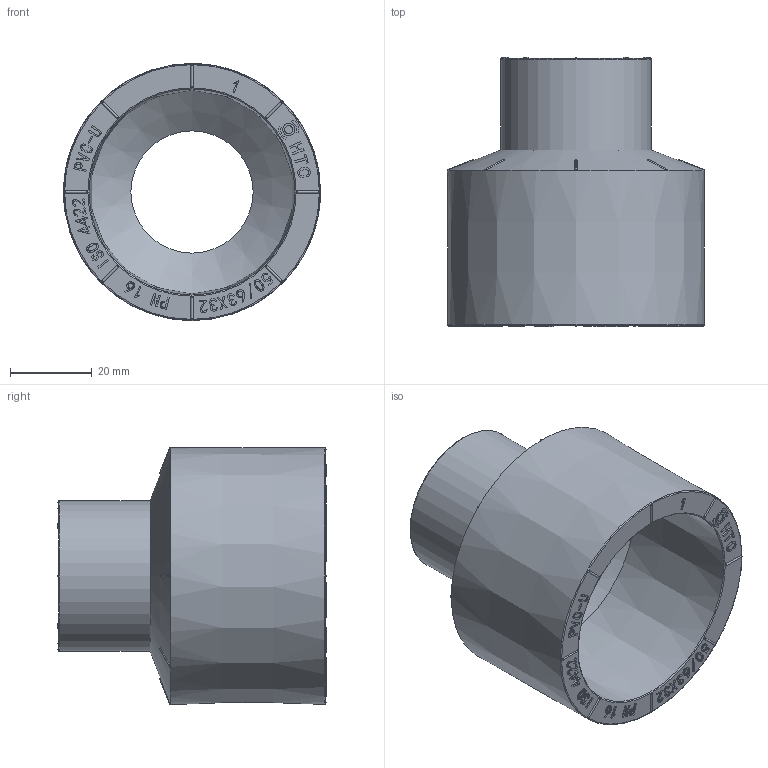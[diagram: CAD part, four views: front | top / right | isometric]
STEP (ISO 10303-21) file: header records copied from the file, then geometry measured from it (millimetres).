
FILE_DESCRIPTION(/* description */ (''),/* implementation_level */ '2;1');
FILE_NAME(/* name */ 'Z1Q050032.stp',/* time_stamp */ '2024-10-12T14:41:25+08:00',/* author */ (''),/* organization */ (''),/* preprocessor_version */ 'ST-DEVELOPER v16',/* originating_system */ 'SIEMENS PLM Software NX 10.0',/* authorisation */ '');
FILE_SCHEMA (('AUTOMOTIVE_DESIGN { 1 0 10303 214 3 1 1 1 }'));
Length unit declared in the file: millimetre
Products named in the file (1): gelv159C996B7vlk
Bounding box: 63.13 x 66 x 63.13 mm (x, y, z)
Volume: 60890.1 mm3; surface area: 23010.2 mm2
Topology: 1 solids, 1 shells, 1338 faces, 3875 edges, 2514 vertices
Faces by surface type: plane 1195, sphere 64, bspline 32, cylinder 24, cone 13, extrusion 6, torus 4
Full cylindrical faces by diameter (mm): 2 x1, 3 x1, 30 x1, 37 x1
Entity records: 48629 total; most frequent: CARTESIAN_POINT 18480, ORIENTED_EDGE 7586, DIRECTION 4224, EDGE_CURVE 3793, VERTEX_POINT 2509, B_SPLINE_CURVE_WITH_KNOTS 2398, AXIS2_PLACEMENT_3D 1515, EDGE_LOOP 1392
